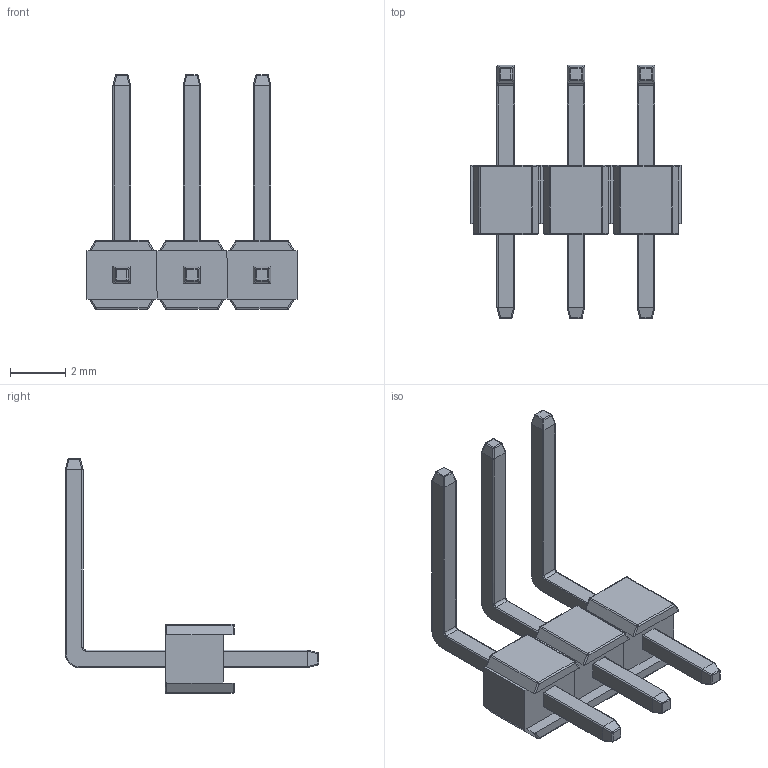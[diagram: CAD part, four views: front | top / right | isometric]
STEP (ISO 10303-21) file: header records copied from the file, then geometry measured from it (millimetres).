
FILE_DESCRIPTION (( 'STEP AP214' ), '1' );
FILE_NAME ('PH1RA-03-UA.STEP', '2019-04-15T20:41:53', ( '' ), ( '' ), 'SwSTEP 2.0', 'SolidWorks 2014', '' );
FILE_SCHEMA (( 'AUTOMOTIVE_DESIGN' ));
Length unit declared in the file: millimetre
Products named in the file (1): PH1RA-03-UA
Bounding box: 7.63 x 9.17 x 8.5 mm (x, y, z)
Volume: 56.7 mm3; surface area: 242.3 mm2
Topology: 9 solids, 9 shells, 354 faces, 852 edges, 504 vertices
Faces by surface type: cylinder 162, plane 132, torus 36, sphere 24
Entity records: 10142 total; most frequent: CARTESIAN_POINT 2023, DIRECTION 1706, ORIENTED_EDGE 1680, EDGE_CURVE 840, AXIS2_PLACEMENT_3D 619, VERTEX_POINT 504, VECTOR 468, LINE 468
